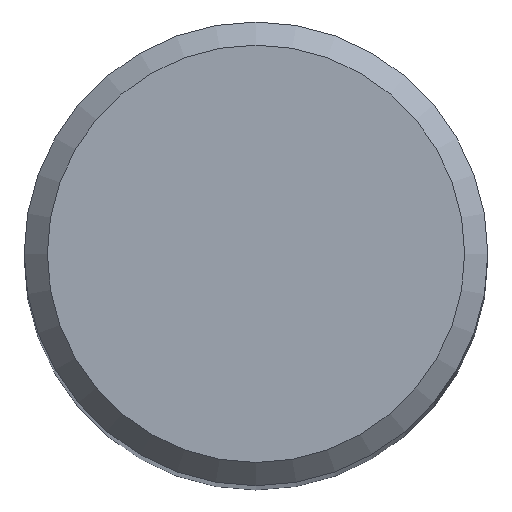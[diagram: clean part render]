
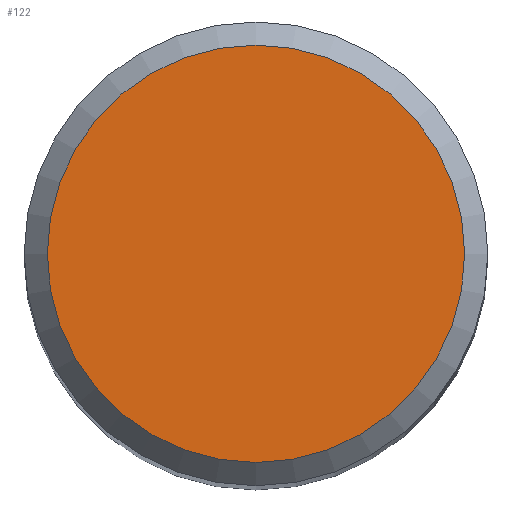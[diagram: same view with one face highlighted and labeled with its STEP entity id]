
A CAD part, top view. The second image highlights one B-rep face of the part: STEP entity #122.
In plain terms, the highlighted planar face has unit normal (0, 0, 1).
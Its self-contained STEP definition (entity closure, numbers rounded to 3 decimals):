
#17 = DIRECTION ( 'NONE',  ( 0., 0., -1. ) ) ;
#28 = CARTESIAN_POINT ( 'NONE',  ( 0., 4.5, 72. ) ) ;
#41 = FACE_OUTER_BOUND ( 'NONE', #106, .T. ) ;
#53 = DIRECTION ( 'NONE',  ( 0., 1., 0. ) ) ;
#70 = CARTESIAN_POINT ( 'NONE',  ( 0., 0., 72. ) ) ;
#72 = DIRECTION ( 'NONE',  ( 0., 0., -1. ) ) ;
#84 = ORIENTED_EDGE ( 'NONE', *, *, #159, .F. ) ;
#106 = EDGE_LOOP ( 'NONE', ( #84 ) ) ;
#111 = AXIS2_PLACEMENT_3D ( 'NONE', #148, #72, #53 ) ;
#122 = ADVANCED_FACE ( 'NONE', ( #41 ), #204, .F. ) ;
#140 = VERTEX_POINT ( 'NONE', #28 ) ;
#142 = CIRCLE ( 'NONE', #111, 4.5 ) ;
#148 = CARTESIAN_POINT ( 'NONE',  ( 0., 0., 72. ) ) ;
#159 = EDGE_CURVE ( 'NONE', #140, #140, #142, .T. ) ;
#191 = DIRECTION ( 'NONE',  ( 0., 1., 0. ) ) ;
#195 = AXIS2_PLACEMENT_3D ( 'NONE', #70, #17, #191 ) ;
#204 = PLANE ( 'NONE',  #195 ) ;
